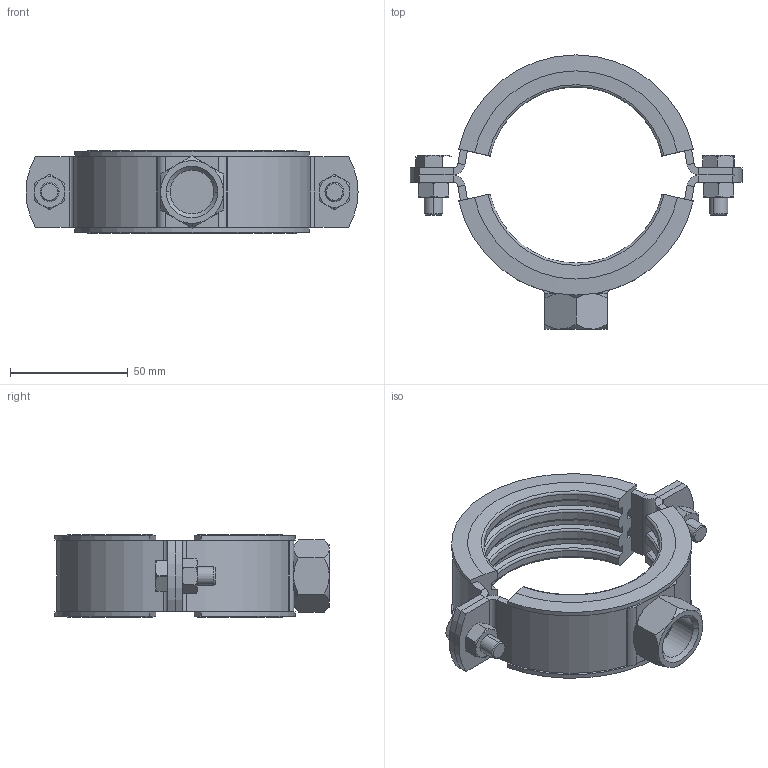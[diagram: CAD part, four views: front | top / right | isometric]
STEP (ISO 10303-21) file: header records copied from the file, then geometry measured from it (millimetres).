
FILE_DESCRIPTION (( 'STEP AP214' ), '1' );
FILE_NAME ('51.827K.STEP', '2024-03-25T13:35:58', ( '' ), ( '' ), 'SwSTEP 2.0', 'SolidWorks 2023', '' );
FILE_SCHEMA (( 'AUTOMOTIVE_DESIGN' ));
Length unit declared in the file: millimetre
Products named in the file (1): 51.827K
Bounding box: 141 x 116.4 x 35 mm (x, y, z)
Surface area: 50370.3 mm2 (no closed solid volume)
Topology: 0 solids, 13 shells, 214 faces, 611 edges, 397 vertices
Faces by surface type: cone 75, plane 73, cylinder 50, torus 16
Entity records: 7255 total; most frequent: CARTESIAN_POINT 1745, DIRECTION 1208, ORIENTED_EDGE 1041, EDGE_CURVE 611, AXIS2_PLACEMENT_3D 464, VERTEX_POINT 397, LINE 280, VECTOR 280
